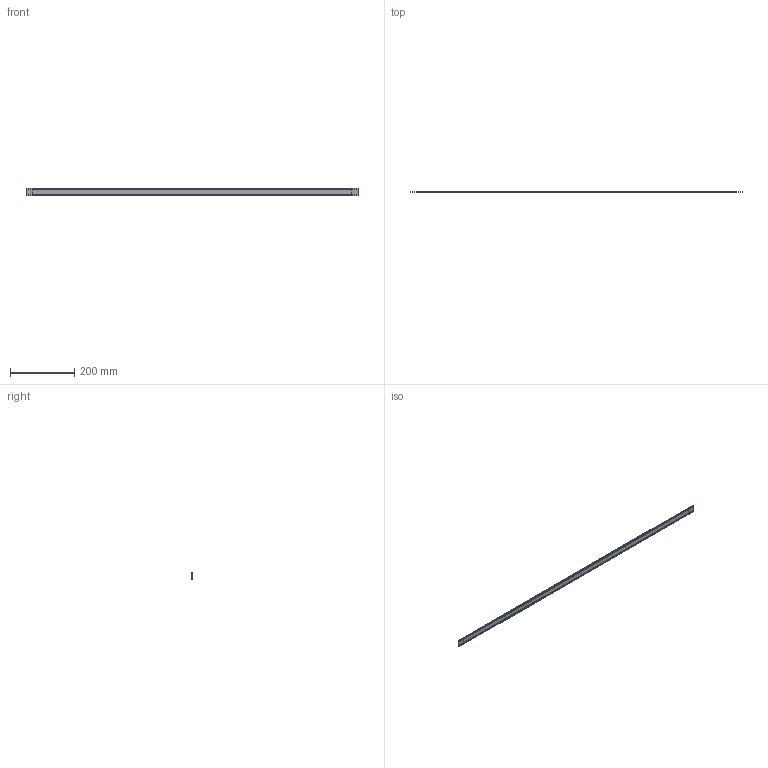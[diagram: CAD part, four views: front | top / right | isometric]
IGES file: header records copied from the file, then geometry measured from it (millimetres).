
Start section:  PTC IGES file: 215601.igs
Global section: file name: 215601.igs; native system: Creo Parametric by PTC Inc.; preprocessor: 2018300; author: pdmadmin; organization: Unknown; date: 20191209.091527; units: millimetre
Bounding box: 1030.38 x 2.2 x 23.37 mm (x, y, z)
Volume: 34393.9 mm3; surface area: 244181 mm2
Topology: 3 solids, 3 shells, 36 faces, 144 edges, 168 vertices
Faces by surface type: bspline 36
